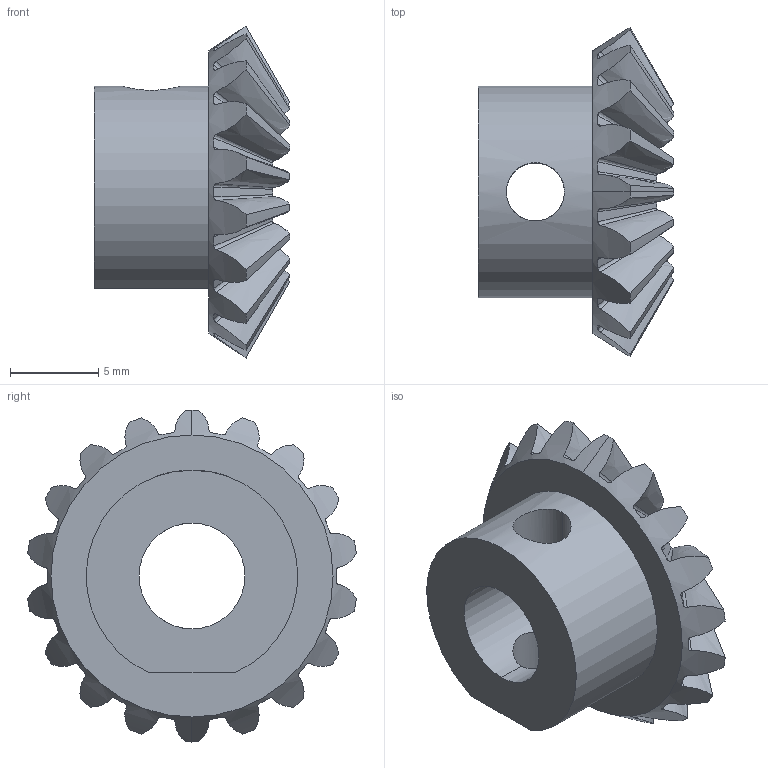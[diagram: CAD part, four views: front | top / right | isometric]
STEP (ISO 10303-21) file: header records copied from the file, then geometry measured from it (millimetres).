
FILE_DESCRIPTION (( 'STEP AP214' ), '1' );
FILE_NAME ('G18 M1 P12 F5.STEP', '2018-07-09T07:17:18', ( '' ), ( '' ), 'SwSTEP 2.0', 'SolidWorks 2018', '' );
FILE_SCHEMA (( 'AUTOMOTIVE_DESIGN' ));
Length unit declared in the file: millimetre
Products named in the file (1): G18 M1 P12 F5
Bounding box: 11.11 x 18.65 x 18.83 mm (x, y, z)
Volume: 1065 mm3; surface area: 1194.2 mm2
Topology: 1 solids, 1 shells, 124 faces, 363 edges, 240 vertices
Faces by surface type: bspline 90, cone 23, cylinder 7, plane 4
Entity records: 7152 total; most frequent: CARTESIAN_POINT 3280, ORIENTED_EDGE 726, EDGE_CURVE 363, DIRECTION 263, VERTEX_POINT 240, B_SPLINE_CURVE_WITH_KNOTS 222, EDGE_LOOP 129, ADVANCED_FACE 124
